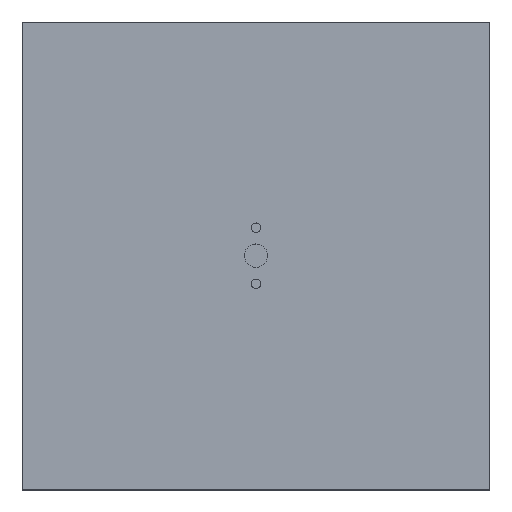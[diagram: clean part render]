
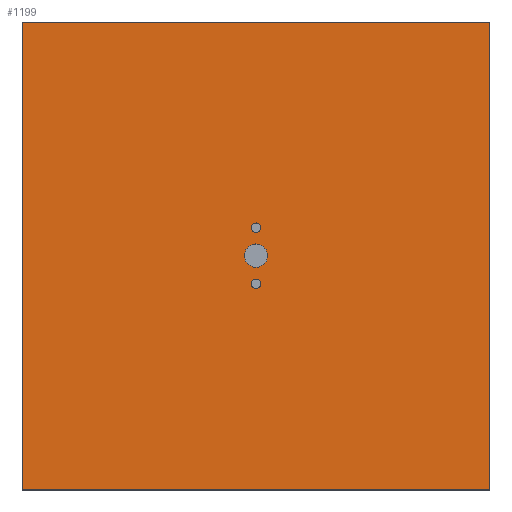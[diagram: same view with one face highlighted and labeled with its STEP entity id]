
A CAD part, top view. The second image highlights one B-rep face of the part: STEP entity #1199.
In plain terms, the highlighted planar face has unit normal (0, 0, 1).
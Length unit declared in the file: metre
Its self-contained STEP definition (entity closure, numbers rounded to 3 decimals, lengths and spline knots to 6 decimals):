
#86=LINE('',#1867,#170);
#93=LINE('',#1883,#177);
#97=LINE('',#1891,#181);
#99=LINE('',#1904,#183);
#170=VECTOR('',#1485,1.);
#177=VECTOR('',#1496,1.);
#181=VECTOR('',#1502,1.);
#183=VECTOR('',#1516,1.);
#341=ORIENTED_EDGE('',*,*,#579,.F.);
#342=ORIENTED_EDGE('',*,*,#578,.F.);
#343=ORIENTED_EDGE('',*,*,#577,.F.);
#344=ORIENTED_EDGE('',*,*,#561,.F.);
#345=ORIENTED_EDGE('',*,*,#553,.T.);
#346=ORIENTED_EDGE('',*,*,#565,.T.);
#347=ORIENTED_EDGE('',*,*,#572,.F.);
#553=EDGE_CURVE('',#690,#689,#86,.T.);
#561=EDGE_CURVE('',#690,#697,#93,.T.);
#565=EDGE_CURVE('',#689,#699,#97,.T.);
#572=EDGE_CURVE('',#697,#699,#99,.T.);
#577=EDGE_CURVE('',#705,#705,#777,.T.);
#578=EDGE_CURVE('',#706,#706,#778,.T.);
#579=EDGE_CURVE('',#707,#707,#779,.T.);
#689=VERTEX_POINT('',#1866);
#690=VERTEX_POINT('',#1868);
#697=VERTEX_POINT('',#1884);
#699=VERTEX_POINT('',#1890);
#705=VERTEX_POINT('',#1923);
#706=VERTEX_POINT('',#1926);
#707=VERTEX_POINT('',#1929);
#777=CIRCLE('',#1312,0.001);
#778=CIRCLE('',#1314,0.0025);
#779=CIRCLE('',#1316,0.001);
#874=EDGE_LOOP('',(#341));
#875=EDGE_LOOP('',(#342));
#876=EDGE_LOOP('',(#343));
#877=EDGE_LOOP('',(#344,#345,#346,#347));
#1030=FACE_BOUND('',#874,.T.);
#1031=FACE_BOUND('',#875,.T.);
#1032=FACE_BOUND('',#876,.T.);
#1033=FACE_BOUND('',#877,.T.);
#1146=PLANE('',#1317);
#1199=ADVANCED_FACE('',(#1030,#1031,#1032,#1033),#1146,.T.);
#1312=AXIS2_PLACEMENT_3D('',#1922,#1547,#1548);
#1314=AXIS2_PLACEMENT_3D('',#1925,#1551,#1552);
#1316=AXIS2_PLACEMENT_3D('',#1928,#1555,#1556);
#1317=AXIS2_PLACEMENT_3D('',#1930,#1557,#1558);
#1485=DIRECTION('',(0.,-1.,0.));
#1496=DIRECTION('',(1.,0.,0.));
#1502=DIRECTION('',(1.,0.,0.));
#1516=DIRECTION('',(0.,-1.,0.));
#1547=DIRECTION('',(0.,0.,1.));
#1548=DIRECTION('',(1.,0.,0.));
#1551=DIRECTION('',(0.,0.,1.));
#1552=DIRECTION('',(1.,0.,0.));
#1555=DIRECTION('',(0.,0.,1.));
#1556=DIRECTION('',(1.,0.,0.));
#1557=DIRECTION('',(0.,0.,1.));
#1558=DIRECTION('',(1.,0.,0.));
#1866=CARTESIAN_POINT('',(-0.05,-0.05,0.083));
#1867=CARTESIAN_POINT('',(-0.05,0.,0.083));
#1868=CARTESIAN_POINT('',(-0.05,0.05,0.083));
#1883=CARTESIAN_POINT('',(0.,0.05,0.083));
#1884=CARTESIAN_POINT('',(0.05,0.05,0.083));
#1890=CARTESIAN_POINT('',(0.05,-0.05,0.083));
#1891=CARTESIAN_POINT('',(0.,-0.05,0.083));
#1904=CARTESIAN_POINT('',(0.05,0.,0.083));
#1922=CARTESIAN_POINT('',(0.,0.006,0.083));
#1923=CARTESIAN_POINT('',(0.001,0.006,0.083));
#1925=CARTESIAN_POINT('',(0.,0.,0.083));
#1926=CARTESIAN_POINT('',(0.0025,0.,0.083));
#1928=CARTESIAN_POINT('',(0.,-0.006,0.083));
#1929=CARTESIAN_POINT('',(0.001,-0.006,0.083));
#1930=CARTESIAN_POINT('',(0.,0.,0.083));
